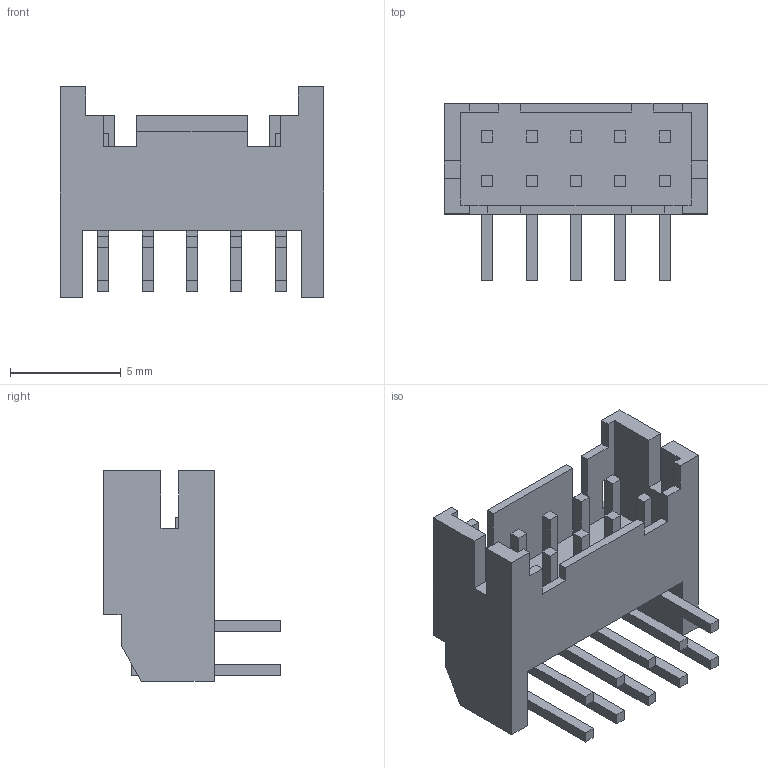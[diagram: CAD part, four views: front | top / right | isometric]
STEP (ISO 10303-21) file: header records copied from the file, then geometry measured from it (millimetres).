
FILE_DESCRIPTION (( 'STEP AP214' ), '1' );
FILE_NAME ('S10B-PHDSS.STEP', '2010-06-21T03:50:32', ( '9g-mnaganawa' ), ( 'ｊｓｔ－ｏｅｃ' ), 'SwSTEP 2.0', 'SolidWorks 2005235', '' );
FILE_SCHEMA (( 'AUTOMOTIVE_DESIGN' ));
Length unit declared in the file: millimetre
Products named in the file (1): S10B-PHDSS
Bounding box: 11.9 x 8 x 9.5 mm (x, y, z)
Volume: 197 mm3; surface area: 669.9 mm2
Topology: 1 solids, 1 shells, 178 faces, 468 edges, 312 vertices
Faces by surface type: plane 178
Entity records: 6723 total; most frequent: CARTESIAN_POINT 959, ORIENTED_EDGE 936, DIRECTION 826, LINE 468, VECTOR 468, EDGE_CURVE 468, VERTEX_POINT 312, EDGE_LOOP 202
